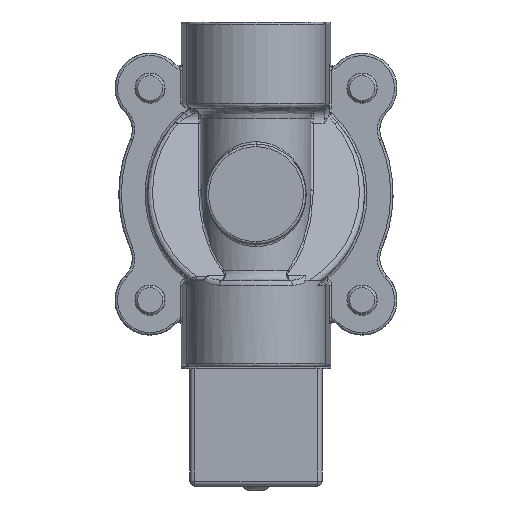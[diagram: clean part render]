
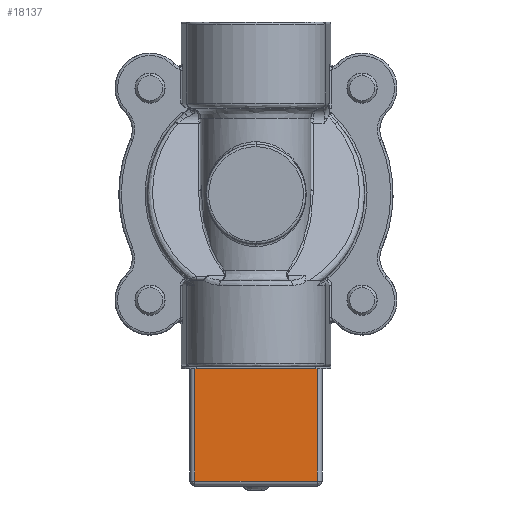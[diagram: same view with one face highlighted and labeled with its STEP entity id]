
A CAD part, front view. The second image highlights one B-rep face of the part: STEP entity #18137.
In plain terms, the highlighted planar face has unit normal (0, -1, 0).
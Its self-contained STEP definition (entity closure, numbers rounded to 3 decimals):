
#1556 = DIRECTION ( 'NONE',  ( 0., 1., 0. ) ) ;
#2030 = VECTOR ( 'NONE', #5005, 1000. ) ;
#2629 = VERTEX_POINT ( 'NONE', #25148 ) ;
#5005 = DIRECTION ( 'NONE',  ( 0., 0., 1. ) ) ;
#5111 = CARTESIAN_POINT ( 'NONE',  ( -12.25, 67.25, -58.5 ) ) ;
#5279 = EDGE_CURVE ( 'NONE', #29585, #2629, #8132, .T. ) ;
#5491 = EDGE_CURVE ( 'NONE', #2629, #34237, #15753, .T. ) ;
#6231 = ORIENTED_EDGE ( 'NONE', *, *, #33340, .F. ) ;
#7102 = DIRECTION ( 'NONE',  ( 1., 0., 0. ) ) ;
#7212 = LINE ( 'NONE', #26266, #30956 ) ;
#8132 = LINE ( 'NONE', #9625, #21760 ) ;
#9504 = CARTESIAN_POINT ( 'NONE',  ( -12.25, 67.25, -33. ) ) ;
#9562 = DIRECTION ( 'NONE',  ( -1., 0., 0. ) ) ;
#9625 = CARTESIAN_POINT ( 'NONE',  ( -12.25, 67.25, -57.5 ) ) ;
#10055 = DIRECTION ( 'NONE',  ( 0., 0., -1. ) ) ;
#12666 = ORIENTED_EDGE ( 'NONE', *, *, #5279, .F. ) ;
#13509 = ORIENTED_EDGE ( 'NONE', *, *, #14881, .F. ) ;
#14881 = EDGE_CURVE ( 'NONE', #34237, #34741, #7212, .T. ) ;
#15753 = LINE ( 'NONE', #5111, #2030 ) ;
#18004 = CARTESIAN_POINT ( 'NONE',  ( -12.25, 67.25, -58.5 ) ) ;
#18137 = ADVANCED_FACE ( 'NONE', ( #19430 ), #31874, .F. ) ;
#18261 = CARTESIAN_POINT ( 'NONE',  ( 12.25, 67.25, -58.5 ) ) ;
#18522 = VECTOR ( 'NONE', #10055, 1000. ) ;
#19430 = FACE_OUTER_BOUND ( 'NONE', #21450, .T. ) ;
#20172 = CARTESIAN_POINT ( 'NONE',  ( 12.25, 67.25, -33. ) ) ;
#20583 = AXIS2_PLACEMENT_3D ( 'NONE', #18004, #1556, #20753 ) ;
#20753 = DIRECTION ( 'NONE',  ( 0., 0., 1. ) ) ;
#21450 = EDGE_LOOP ( 'NONE', ( #12666, #6231, #13509, #29107 ) ) ;
#21760 = VECTOR ( 'NONE', #9562, 1000. ) ;
#25148 = CARTESIAN_POINT ( 'NONE',  ( -12.25, 67.25, -57.5 ) ) ;
#25813 = LINE ( 'NONE', #18261, #18522 ) ;
#26266 = CARTESIAN_POINT ( 'NONE',  ( -12.25, 67.25, -33. ) ) ;
#29107 = ORIENTED_EDGE ( 'NONE', *, *, #5491, .F. ) ;
#29585 = VERTEX_POINT ( 'NONE', #31385 ) ;
#30956 = VECTOR ( 'NONE', #7102, 1000. ) ;
#31385 = CARTESIAN_POINT ( 'NONE',  ( 12.25, 67.25, -57.5 ) ) ;
#31874 = PLANE ( 'NONE',  #20583 ) ;
#33340 = EDGE_CURVE ( 'NONE', #34741, #29585, #25813, .T. ) ;
#34237 = VERTEX_POINT ( 'NONE', #9504 ) ;
#34741 = VERTEX_POINT ( 'NONE', #20172 ) ;
